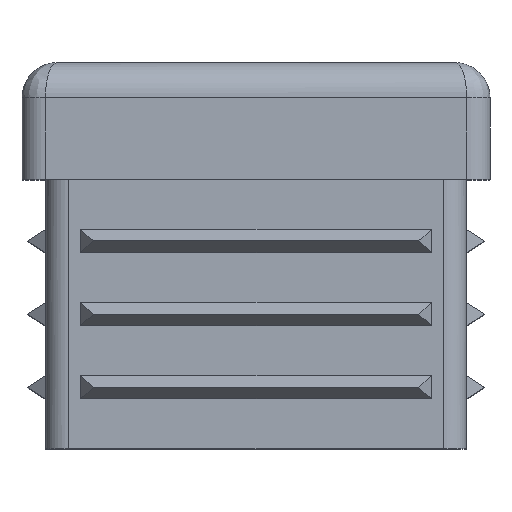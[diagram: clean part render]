
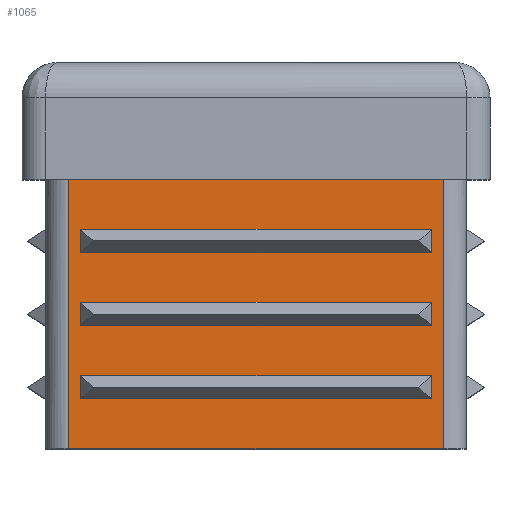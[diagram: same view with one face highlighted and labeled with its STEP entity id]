
A CAD part, top view. The second image highlights one B-rep face of the part: STEP entity #1065.
In plain terms, the highlighted planar face has unit normal (0, 0, 1).
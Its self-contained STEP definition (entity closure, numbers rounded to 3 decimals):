
#30 = VECTOR ( 'NONE', #2462, 1000. ) ;
#47 = CARTESIAN_POINT ( 'NONE',  ( 8., 11.5, 9. ) ) ;
#62 = CARTESIAN_POINT ( 'NONE',  ( 10.35, 3.125, 9. ) ) ;
#90 = CARTESIAN_POINT ( 'NONE',  ( -8., 11.5, 9. ) ) ;
#91 = ORIENTED_EDGE ( 'NONE', *, *, #1803, .T. ) ;
#146 = VERTEX_POINT ( 'NONE', #2133 ) ;
#153 = LINE ( 'NONE', #3113, #1830 ) ;
#156 = VECTOR ( 'NONE', #1562, 1000. ) ;
#168 = VERTEX_POINT ( 'NONE', #1914 ) ;
#169 = EDGE_CURVE ( 'NONE', #749, #654, #663, .T. ) ;
#188 = CARTESIAN_POINT ( 'NONE',  ( 7.5, 3.125, 9. ) ) ;
#210 = VECTOR ( 'NONE', #1988, 1000. ) ;
#226 = CARTESIAN_POINT ( 'NONE',  ( 10.35, 11.5, 9. ) ) ;
#248 = DIRECTION ( 'NONE',  ( -1., 0., 0. ) ) ;
#285 = VERTEX_POINT ( 'NONE', #47 ) ;
#330 = VERTEX_POINT ( 'NONE', #863 ) ;
#459 = FACE_BOUND ( 'NONE', #2756, .T. ) ;
#476 = CARTESIAN_POINT ( 'NONE',  ( 7.5, -11.739, 9. ) ) ;
#490 = DIRECTION ( 'NONE',  ( 0., 1., 0. ) ) ;
#504 = LINE ( 'NONE', #476, #3059 ) ;
#505 = FACE_BOUND ( 'NONE', #1956, .T. ) ;
#511 = DIRECTION ( 'NONE',  ( -1., 0., 0. ) ) ;
#521 = VERTEX_POINT ( 'NONE', #188 ) ;
#542 = VERTEX_POINT ( 'NONE', #615 ) ;
#589 = ORIENTED_EDGE ( 'NONE', *, *, #1895, .F. ) ;
#602 = LINE ( 'NONE', #2375, #156 ) ;
#615 = CARTESIAN_POINT ( 'NONE',  ( 7.5, 8.375, 9. ) ) ;
#627 = EDGE_CURVE ( 'NONE', #800, #330, #2459, .T. ) ;
#645 = CARTESIAN_POINT ( 'NONE',  ( 7.5, 2.125, 9. ) ) ;
#653 = DIRECTION ( 'NONE',  ( -1., 0., 0. ) ) ;
#654 = VERTEX_POINT ( 'NONE', #2675 ) ;
#663 = LINE ( 'NONE', #2417, #3049 ) ;
#684 = LINE ( 'NONE', #2627, #2497 ) ;
#694 = EDGE_CURVE ( 'NONE', #521, #2539, #2321, .T. ) ;
#727 = EDGE_LOOP ( 'NONE', ( #2374, #2565, #1634, #589 ) ) ;
#739 = VERTEX_POINT ( 'NONE', #840 ) ;
#749 = VERTEX_POINT ( 'NONE', #1571 ) ;
#752 = CARTESIAN_POINT ( 'NONE',  ( -7.5, -11.739, 9. ) ) ;
#800 = VERTEX_POINT ( 'NONE', #1292 ) ;
#821 = ORIENTED_EDGE ( 'NONE', *, *, #169, .F. ) ;
#840 = CARTESIAN_POINT ( 'NONE',  ( -7.5, 9.375, 9. ) ) ;
#850 = VERTEX_POINT ( 'NONE', #645 ) ;
#857 = LINE ( 'NONE', #2824, #1720 ) ;
#863 = CARTESIAN_POINT ( 'NONE',  ( -8., 0., 9. ) ) ;
#904 = EDGE_CURVE ( 'NONE', #749, #1115, #3123, .T. ) ;
#907 = DIRECTION ( 'NONE',  ( -1., 0., 0. ) ) ;
#950 = EDGE_CURVE ( 'NONE', #654, #146, #2945, .T. ) ;
#978 = EDGE_CURVE ( 'NONE', #168, #2539, #1924, .T. ) ;
#1034 = EDGE_CURVE ( 'NONE', #1829, #739, #1938, .T. ) ;
#1035 = VECTOR ( 'NONE', #1863, 1000. ) ;
#1052 = ORIENTED_EDGE ( 'NONE', *, *, #2902, .T. ) ;
#1053 = CARTESIAN_POINT ( 'NONE',  ( -7.5, 3.125, 9. ) ) ;
#1065 = ADVANCED_FACE ( 'NONE', ( #459, #505, #1428, #1221 ), #1969, .F. ) ;
#1092 = CARTESIAN_POINT ( 'NONE',  ( -7.5, -11.739, 9. ) ) ;
#1115 = VERTEX_POINT ( 'NONE', #2987 ) ;
#1179 = VERTEX_POINT ( 'NONE', #2513 ) ;
#1181 = DIRECTION ( 'NONE',  ( 0., 1., 0. ) ) ;
#1205 = CARTESIAN_POINT ( 'NONE',  ( 10.35, 9.375, 9. ) ) ;
#1221 = FACE_OUTER_BOUND ( 'NONE', #2411, .T. ) ;
#1265 = DIRECTION ( 'NONE',  ( -1., 0., 0. ) ) ;
#1280 = CARTESIAN_POINT ( 'NONE',  ( -8., 9.375, 9. ) ) ;
#1292 = CARTESIAN_POINT ( 'NONE',  ( 8., 0., 9. ) ) ;
#1298 = AXIS2_PLACEMENT_3D ( 'NONE', #1205, #2927, #2689 ) ;
#1405 = ORIENTED_EDGE ( 'NONE', *, *, #950, .F. ) ;
#1428 = FACE_BOUND ( 'NONE', #727, .T. ) ;
#1460 = CARTESIAN_POINT ( 'NONE',  ( 10.35, 9.375, 9. ) ) ;
#1560 = VECTOR ( 'NONE', #490, 1000. ) ;
#1562 = DIRECTION ( 'NONE',  ( 0., 1., 0. ) ) ;
#1571 = CARTESIAN_POINT ( 'NONE',  ( 7.5, 5.25, 9. ) ) ;
#1634 = ORIENTED_EDGE ( 'NONE', *, *, #1034, .T. ) ;
#1680 = DIRECTION ( 'NONE',  ( 0., 1., 0. ) ) ;
#1686 = CARTESIAN_POINT ( 'NONE',  ( 10.35, 0., 9. ) ) ;
#1695 = ORIENTED_EDGE ( 'NONE', *, *, #627, .F. ) ;
#1720 = VECTOR ( 'NONE', #2305, 1000. ) ;
#1800 = VERTEX_POINT ( 'NONE', #90 ) ;
#1803 = EDGE_CURVE ( 'NONE', #1115, #146, #2136, .T. ) ;
#1829 = VERTEX_POINT ( 'NONE', #1890 ) ;
#1830 = VECTOR ( 'NONE', #907, 1000. ) ;
#1863 = DIRECTION ( 'NONE',  ( -1., 0., 0. ) ) ;
#1890 = CARTESIAN_POINT ( 'NONE',  ( -7.5, 8.375, 9. ) ) ;
#1895 = EDGE_CURVE ( 'NONE', #1179, #739, #3163, .T. ) ;
#1914 = CARTESIAN_POINT ( 'NONE',  ( -7.5, 2.125, 9. ) ) ;
#1924 = LINE ( 'NONE', #752, #210 ) ;
#1938 = LINE ( 'NONE', #2960, #1560 ) ;
#1956 = EDGE_LOOP ( 'NONE', ( #821, #2869, #91, #1405 ) ) ;
#1962 = LINE ( 'NONE', #226, #2566 ) ;
#1969 = PLANE ( 'NONE',  #1298 ) ;
#1988 = DIRECTION ( 'NONE',  ( 0., 1., 0. ) ) ;
#2016 = ORIENTED_EDGE ( 'NONE', *, *, #2372, .T. ) ;
#2026 = DIRECTION ( 'NONE',  ( -1., 0., 0. ) ) ;
#2109 = EDGE_CURVE ( 'NONE', #850, #521, #602, .T. ) ;
#2133 = CARTESIAN_POINT ( 'NONE',  ( -7.5, 6.25, 9. ) ) ;
#2136 = LINE ( 'NONE', #1092, #2478 ) ;
#2185 = ORIENTED_EDGE ( 'NONE', *, *, #2109, .F. ) ;
#2250 = DIRECTION ( 'NONE',  ( 0., 1., 0. ) ) ;
#2305 = DIRECTION ( 'NONE',  ( -1., 0., 0. ) ) ;
#2321 = LINE ( 'NONE', #62, #3144 ) ;
#2342 = EDGE_CURVE ( 'NONE', #1800, #330, #2981, .T. ) ;
#2368 = CARTESIAN_POINT ( 'NONE',  ( 10.35, 5.25, 9. ) ) ;
#2372 = EDGE_CURVE ( 'NONE', #285, #1800, #1962, .T. ) ;
#2374 = ORIENTED_EDGE ( 'NONE', *, *, #3146, .F. ) ;
#2375 = CARTESIAN_POINT ( 'NONE',  ( 7.5, -11.739, 9. ) ) ;
#2411 = EDGE_LOOP ( 'NONE', ( #2016, #2919, #1695, #2471 ) ) ;
#2417 = CARTESIAN_POINT ( 'NONE',  ( 7.5, -11.739, 9. ) ) ;
#2459 = LINE ( 'NONE', #1686, #2938 ) ;
#2462 = DIRECTION ( 'NONE',  ( 0., -1., 0. ) ) ;
#2471 = ORIENTED_EDGE ( 'NONE', *, *, #2978, .T. ) ;
#2478 = VECTOR ( 'NONE', #3062, 1000. ) ;
#2497 = VECTOR ( 'NONE', #1680, 1000. ) ;
#2513 = CARTESIAN_POINT ( 'NONE',  ( 7.5, 9.375, 9. ) ) ;
#2539 = VERTEX_POINT ( 'NONE', #1053 ) ;
#2565 = ORIENTED_EDGE ( 'NONE', *, *, #3042, .T. ) ;
#2566 = VECTOR ( 'NONE', #1265, 1000. ) ;
#2627 = CARTESIAN_POINT ( 'NONE',  ( 8., 9.375, 9. ) ) ;
#2675 = CARTESIAN_POINT ( 'NONE',  ( 7.5, 6.25, 9. ) ) ;
#2689 = DIRECTION ( 'NONE',  ( 0., 1., 0. ) ) ;
#2735 = VECTOR ( 'NONE', #653, 1000. ) ;
#2756 = EDGE_LOOP ( 'NONE', ( #2185, #1052, #3095, #2815 ) ) ;
#2815 = ORIENTED_EDGE ( 'NONE', *, *, #694, .F. ) ;
#2824 = CARTESIAN_POINT ( 'NONE',  ( 10.35, 2.125, 9. ) ) ;
#2869 = ORIENTED_EDGE ( 'NONE', *, *, #904, .T. ) ;
#2902 = EDGE_CURVE ( 'NONE', #850, #168, #857, .T. ) ;
#2912 = CARTESIAN_POINT ( 'NONE',  ( 10.35, 6.25, 9. ) ) ;
#2919 = ORIENTED_EDGE ( 'NONE', *, *, #2342, .T. ) ;
#2927 = DIRECTION ( 'NONE',  ( 0., 0., -1. ) ) ;
#2938 = VECTOR ( 'NONE', #511, 1000. ) ;
#2945 = LINE ( 'NONE', #2912, #3147 ) ;
#2960 = CARTESIAN_POINT ( 'NONE',  ( -7.5, -11.739, 9. ) ) ;
#2978 = EDGE_CURVE ( 'NONE', #800, #285, #684, .T. ) ;
#2981 = LINE ( 'NONE', #1280, #30 ) ;
#2987 = CARTESIAN_POINT ( 'NONE',  ( -7.5, 5.25, 9. ) ) ;
#3042 = EDGE_CURVE ( 'NONE', #542, #1829, #153, .T. ) ;
#3049 = VECTOR ( 'NONE', #1181, 1000. ) ;
#3059 = VECTOR ( 'NONE', #2250, 1000. ) ;
#3062 = DIRECTION ( 'NONE',  ( 0., 1., 0. ) ) ;
#3095 = ORIENTED_EDGE ( 'NONE', *, *, #978, .T. ) ;
#3113 = CARTESIAN_POINT ( 'NONE',  ( 10.35, 8.375, 9. ) ) ;
#3123 = LINE ( 'NONE', #2368, #1035 ) ;
#3144 = VECTOR ( 'NONE', #2026, 1000. ) ;
#3146 = EDGE_CURVE ( 'NONE', #542, #1179, #504, .T. ) ;
#3147 = VECTOR ( 'NONE', #248, 1000. ) ;
#3163 = LINE ( 'NONE', #1460, #2735 ) ;
